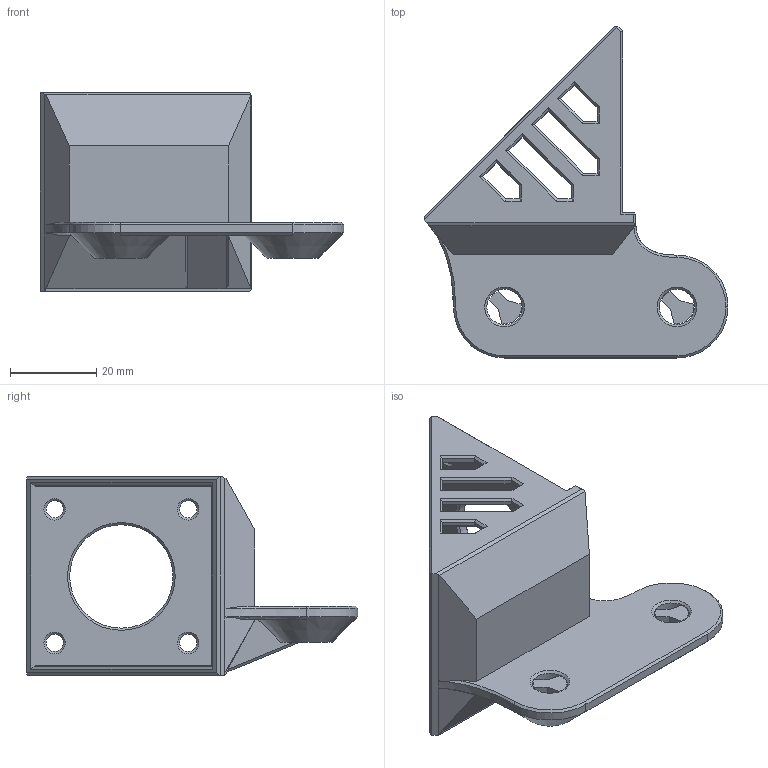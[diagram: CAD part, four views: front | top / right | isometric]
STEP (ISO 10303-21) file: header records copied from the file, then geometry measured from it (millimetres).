
FILE_DESCRIPTION(/* description */ (''),/* implementation_level */ '2;1');
FILE_NAME(/* name */ 'Ender 3 V2 Fan Shroud Direct Drive Bracket.step',/* time_stamp */ '2026-01-06T10:30:29-05:00',/* author */ (''),/* organization */ (''),/* preprocessor_version */ 'ST-DEVELOPER v20.1',/* originating_system */ 'Autodesk Translation Framework v14.21.0.0',/* authorisation */ '');
FILE_SCHEMA (('AUTOMOTIVE_DESIGN { 1 0 10303 214 3 1 1 }'));
Length unit declared in the file: millimetre
Products named in the file (1): Fan Shroud V4_Direct Drive Bracket
Bounding box: 70.54 x 77 x 46 mm (x, y, z)
Volume: 30999.5 mm3; surface area: 15829.7 mm2
Topology: 1 solids, 1 shells, 249 faces, 592 edges, 346 vertices
Faces by surface type: plane 200, cylinder 21, cone 20, bspline 6, sphere 2
Full cylindrical faces by diameter (mm): 4 x4, 24 x1
Entity records: 7140 total; most frequent: CARTESIAN_POINT 1365, ORIENTED_EDGE 1184, DIRECTION 1139, EDGE_CURVE 592, LINE 505, VECTOR 505, VERTEX_POINT 346, AXIS2_PLACEMENT_3D 317
